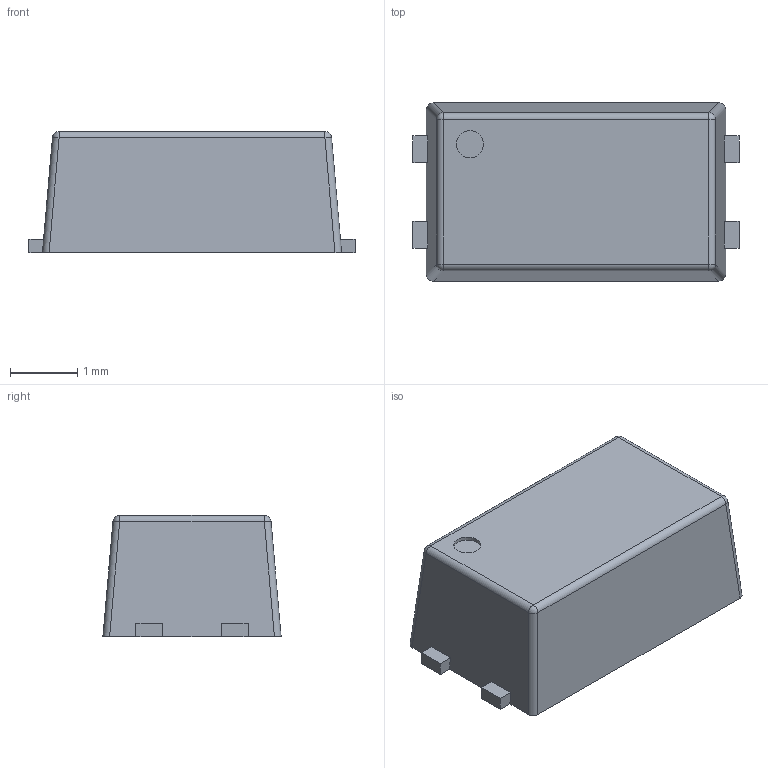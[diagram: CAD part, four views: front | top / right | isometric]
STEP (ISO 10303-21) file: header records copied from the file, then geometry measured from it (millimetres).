
FILE_DESCRIPTION(/* description */ (''),/* implementation_level */ '2;1');
FILE_NAME(/* name */ 'PANASONIC CxR10_CxR5.step',/* time_stamp */ '2023-08-20T19:42:53+01:00',/* author */ (''),/* organization */ (''),/* preprocessor_version */ 'ST-DEVELOPER v20',/* originating_system */ 'Autodesk Translation Framework v12.9.0.99',/* authorisation */ '');
FILE_SCHEMA (('AUTOMOTIVE_DESIGN { 1 0 10303 214 3 1 1 }'));
Length unit declared in the file: millimetre
Products named in the file (1): PANASONIC CxR10_CxR5
Bounding box: 4.85 x 2.65 x 1.8 mm (x, y, z)
Volume: 19.3 mm3; surface area: 46.3 mm2
Topology: 1 solids, 1 shells, 40 faces, 91 edges, 54 vertices
Faces by surface type: plane 27, cylinder 9, sphere 4
Full cylindrical faces by diameter (mm): 0.404 x1
Entity records: 1169 total; most frequent: DIRECTION 191, CARTESIAN_POINT 186, ORIENTED_EDGE 182, EDGE_CURVE 91, LINE 73, VECTOR 73, AXIS2_PLACEMENT_3D 59, VERTEX_POINT 54
